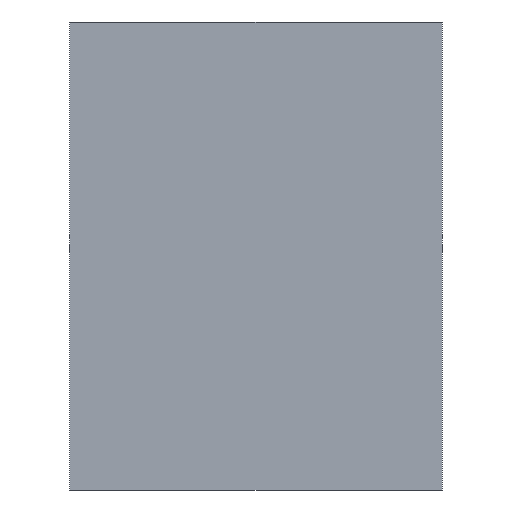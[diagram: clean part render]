
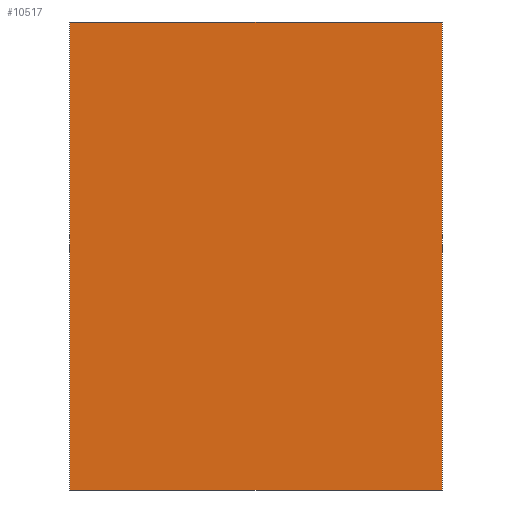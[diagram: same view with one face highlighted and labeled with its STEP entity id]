
A CAD part, front view. The second image highlights one B-rep face of the part: STEP entity #10517.
In plain terms, the highlighted planar face has unit normal (0, -1, 0).
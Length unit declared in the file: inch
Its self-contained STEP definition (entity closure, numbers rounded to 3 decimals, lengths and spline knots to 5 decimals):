
#90 = ORIENTED_EDGE ( 'NONE', *, *, #8985, .F. ) ;
#386 = DIRECTION ( 'NONE',  ( 0., 0., -1. ) ) ;
#1029 = VERTEX_POINT ( 'NONE', #19740 ) ;
#1617 = LINE ( 'NONE', #4071, #18081 ) ;
#2305 = CARTESIAN_POINT ( 'NONE',  ( -1.29921, 0., -1.63386 ) ) ;
#2410 = EDGE_CURVE ( 'NONE', #2848, #1029, #1617, .T. ) ;
#2436 = VECTOR ( 'NONE', #20283, 39.37008 ) ;
#2494 = CARTESIAN_POINT ( 'NONE',  ( -1.29921, 0., 1.63386 ) ) ;
#2696 = DIRECTION ( 'NONE',  ( 0., 0., -1. ) ) ;
#2848 = VERTEX_POINT ( 'NONE', #10501 ) ;
#3002 = LINE ( 'NONE', #4535, #3733 ) ;
#3733 = VECTOR ( 'NONE', #6042, 39.37008 ) ;
#4071 = CARTESIAN_POINT ( 'NONE',  ( 1.29921, 0., 1.63386 ) ) ;
#4535 = CARTESIAN_POINT ( 'NONE',  ( -1.29921, 0., 1.63386 ) ) ;
#4854 = LINE ( 'NONE', #2494, #9576 ) ;
#5167 = ORIENTED_EDGE ( 'NONE', *, *, #2410, .F. ) ;
#5450 = EDGE_CURVE ( 'NONE', #13594, #2848, #3002, .T. ) ;
#5627 = DIRECTION ( 'NONE',  ( 0., 0., 1. ) ) ;
#6042 = DIRECTION ( 'NONE',  ( 1., 0., 0. ) ) ;
#7139 = ORIENTED_EDGE ( 'NONE', *, *, #9891, .F. ) ;
#8053 = CARTESIAN_POINT ( 'NONE',  ( -1.29921, 0., 1.63386 ) ) ;
#8329 = LINE ( 'NONE', #9390, #2436 ) ;
#8985 = EDGE_CURVE ( 'NONE', #1029, #14672, #8329, .T. ) ;
#9390 = CARTESIAN_POINT ( 'NONE',  ( -1.29921, 0., -1.63386 ) ) ;
#9576 = VECTOR ( 'NONE', #5627, 39.37008 ) ;
#9880 = DIRECTION ( 'NONE',  ( 0., -1., 0. ) ) ;
#9891 = EDGE_CURVE ( 'NONE', #14672, #13594, #4854, .T. ) ;
#10501 = CARTESIAN_POINT ( 'NONE',  ( 1.29921, 0., 1.63386 ) ) ;
#10517 = ADVANCED_FACE ( 'NONE', ( #11974 ), #19399, .T. ) ;
#11974 = FACE_OUTER_BOUND ( 'NONE', #18463, .T. ) ;
#13594 = VERTEX_POINT ( 'NONE', #8053 ) ;
#14605 = CARTESIAN_POINT ( 'NONE',  ( 0., 0., 0. ) ) ;
#14672 = VERTEX_POINT ( 'NONE', #2305 ) ;
#14759 = AXIS2_PLACEMENT_3D ( 'NONE', #14605, #9880, #386 ) ;
#16388 = ORIENTED_EDGE ( 'NONE', *, *, #5450, .F. ) ;
#18081 = VECTOR ( 'NONE', #2696, 39.37008 ) ;
#18463 = EDGE_LOOP ( 'NONE', ( #5167, #16388, #7139, #90 ) ) ;
#19399 = PLANE ( 'NONE',  #14759 ) ;
#19740 = CARTESIAN_POINT ( 'NONE',  ( 1.29921, 0., -1.63386 ) ) ;
#20283 = DIRECTION ( 'NONE',  ( -1., 0., 0. ) ) ;
